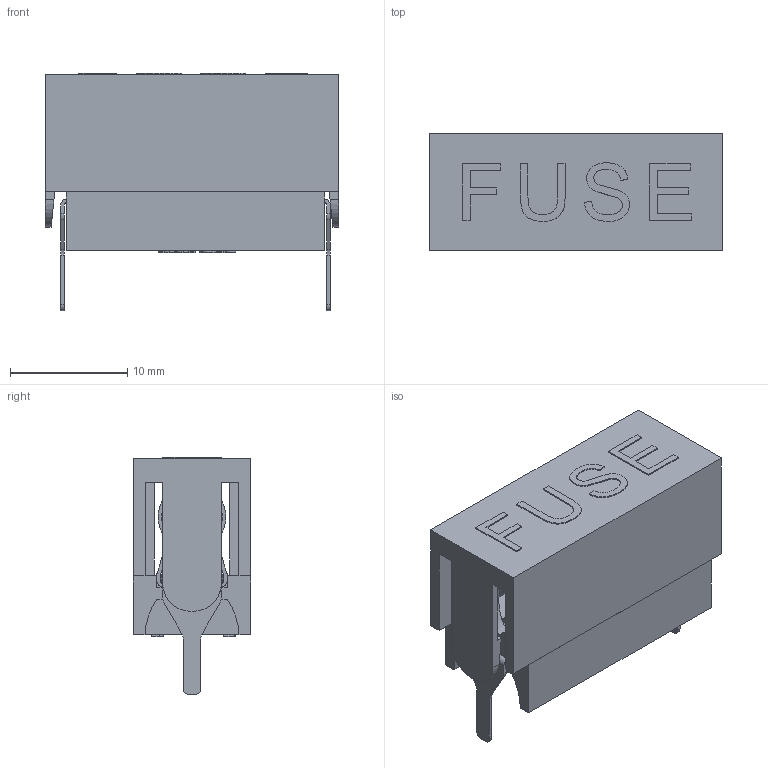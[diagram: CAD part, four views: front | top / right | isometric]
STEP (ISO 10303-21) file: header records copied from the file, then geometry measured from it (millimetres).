
FILE_DESCRIPTION( ( 'Unknown' ), '1' );
FILE_NAME( 'Fuse_holder.stp', 'Unknown', ( 'Unknown' ), ( 'Unknown' ), 'PSStep 15.0.49', 'Unknown', ' ' );
FILE_SCHEMA( ( 'AUTOMOTIVE_DESIGN { 1 0 10303 214 1 1 1 1 }' ) );
Length unit declared in the file: millimetre
Products named in the file (4): Assem1; fuse_base; fuse_crimp; fuse_top
Assembly tree (4 placements, depth 2):
  Assem1
    fuse_base
    fuse_crimp  x2
    fuse_top
Bounding box: 25 x 10 x 20.21 mm (x, y, z)
Volume: 1595 mm3; surface area: 3690.8 mm2
Topology: 4 solids, 4 shells, 362 faces, 987 edges, 645 vertices
Faces by surface type: plane 245, cylinder 95, extrusion 22
Full cylindrical faces by diameter (mm): 2 x1
Entity records: 12542 total; most frequent: CARTESIAN_POINT 2997, ORIENTED_EDGE 1534, DIRECTION 1371, EDGE_CURVE 767, VECTOR 617, LINE 595, VERTEX_POINT 506, AXIS2_PLACEMENT_3D 377
